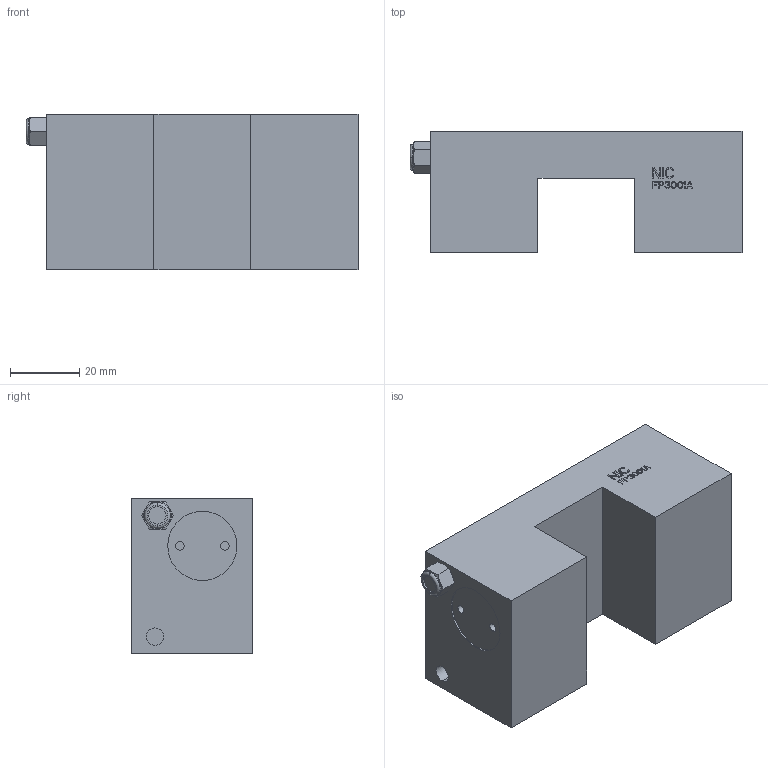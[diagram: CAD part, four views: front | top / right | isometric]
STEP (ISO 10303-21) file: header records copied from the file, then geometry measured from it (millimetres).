
FILE_DESCRIPTION((''),'2;1');
FILE_NAME('FP3001A','2025-05-18T16:53:00',('lx'),(''),'CREO PARAMETRIC BY PTC INC, 2018100','CREO PARAMETRIC BY PTC INC, 2018100','');
FILE_SCHEMA(('CONFIG_CONTROL_DESIGN'));
Length unit declared in the file: millimetre
Products named in the file (1): FP3001A
Bounding box: 96 x 35 x 45 mm (x, y, z)
Volume: 111598.6 mm3; surface area: 20269.3 mm2
Topology: 1 solids, 2 shells, 371 faces, 981 edges, 649 vertices
Faces by surface type: plane 305, cylinder 46, cone 16, torus 2, sphere 2
Entity records: 11429 total; most frequent: CARTESIAN_POINT 2113, ORIENTED_EDGE 1958, DIRECTION 1819, EDGE_CURVE 979, VECTOR 833, LINE 833, VERTEX_POINT 649, AXIS2_PLACEMENT_3D 493
